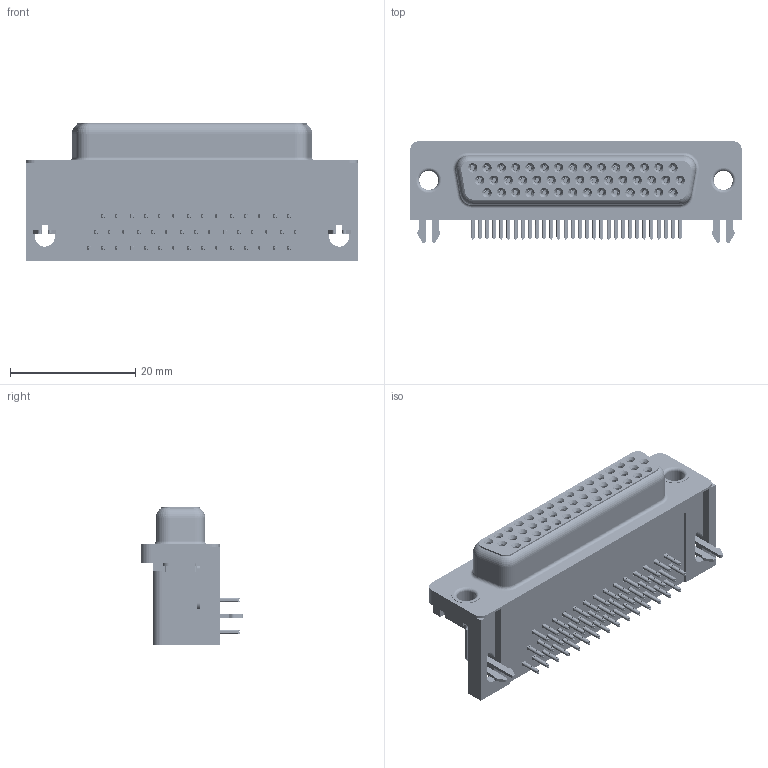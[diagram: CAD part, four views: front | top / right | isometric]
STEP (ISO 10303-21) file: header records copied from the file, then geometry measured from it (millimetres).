
FILE_DESCRIPTION (( 'STEP AP203' ), '1' );
FILE_NAME ('634-044-363-531.STEP', '2018-08-18T06:08:08', ( '' ), ( '' ), 'SwSTEP 2.0', 'SolidWorks 2016', '' );
FILE_SCHEMA (( 'CONFIG_CONTROL_DESIGN' ));
Length unit declared in the file: millimetre
Products named in the file (8): Contact Middle; Contact Top; 2 Prong Board Lock; Thru Hole Rivet; 634-044-363-531; 634 Housing_44 Socket; 634 Shell_44 Socket; Contact Bottom
Assembly tree (50 placements, depth 2):
  634-044-363-531
    634 Housing_44 Socket
    634 Shell_44 Socket
    Contact Bottom  x14
    Contact Middle  x15
    Contact Top  x15
    2 Prong Board Lock  x2
    Thru Hole Rivet  x2
Bounding box: 53.04 x 16.25 x 22.1 mm (x, y, z)
Volume: 9344.3 mm3; surface area: 13265.1 mm2
Topology: 50 solids, 50 shells, 6537 faces, 17194 edges, 10794 vertices
Faces by surface type: plane 2961, bspline 1528, cylinder 1486, cone 528, torus 34
Entity records: 43144 total; most frequent: CARTESIAN_POINT 11808, ORIENTED_EDGE 6194, DIRECTION 5725, EDGE_CURVE 3097, VECTOR 2119, LINE 2119, VERTEX_POINT 1980, AXIS2_PLACEMENT_3D 1803
